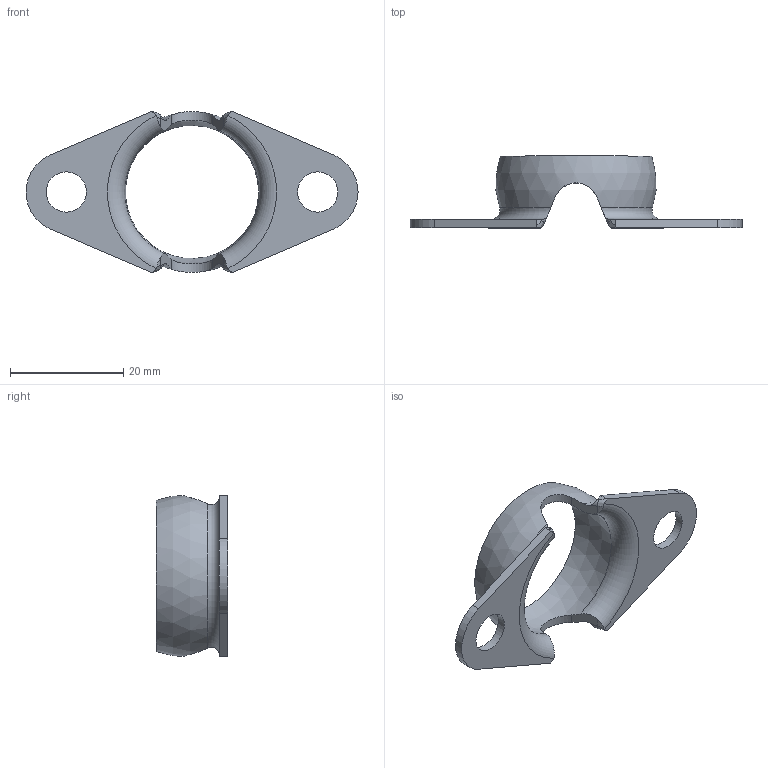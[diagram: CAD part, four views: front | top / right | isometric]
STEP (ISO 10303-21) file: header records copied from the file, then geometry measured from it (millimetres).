
FILE_DESCRIPTION(/* description */ (''),/* implementation_level */ '2;1');
FILE_NAME(/* name */ 'FM Master Container_4050.ipt.stp',/* time_stamp */ '2016-01-07T16:35:42-08:00',/* author */ ('Autodesk, Inc.'),/* organization */ (''),/* preprocessor_version */ 'ST-DEVELOPER v16.1',/* originating_system */ 'Autodesk Inventor 2016',/* authorisation */ '');
FILE_SCHEMA (('AUTOMOTIVE_DESIGN { 1 0 10303 214 3 1 1 }'));
Length unit declared in the file: inch
Products named in the file (1): FM Master Container_4050
Bounding box: 58.72 x 12.7 x 28.57 mm (x, y, z)
Volume: 2177.2 mm3; surface area: 3286.4 mm2
Topology: 1 solids, 1 shells, 41 faces, 116 edges, 76 vertices
Faces by surface type: plane 17, cylinder 14, torus 4, bspline 4, sphere 2
Full cylindrical faces by diameter (mm): 7.137 x2
Entity records: 1627 total; most frequent: CARTESIAN_POINT 538, ORIENTED_EDGE 220, DIRECTION 196, EDGE_CURVE 110, AXIS2_PLACEMENT_3D 80, VERTEX_POINT 74, EDGE_LOOP 50, STYLED_ITEM 42
